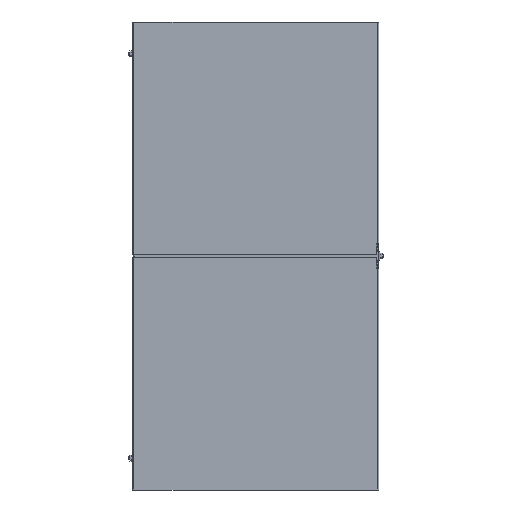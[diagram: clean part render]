
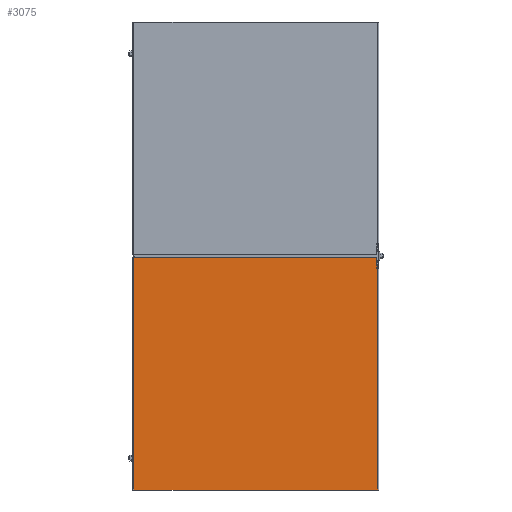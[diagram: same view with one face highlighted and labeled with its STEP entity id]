
A CAD part, front view. The second image highlights one B-rep face of the part: STEP entity #3075.
In plain terms, the highlighted planar face has unit normal (0, -1, 0).
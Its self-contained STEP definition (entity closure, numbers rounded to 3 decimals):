
#391 = DIRECTION ( 'NONE',  ( 0., 0., -1. ) ) ;
#962 = ORIENTED_EDGE ( 'NONE', *, *, #3970, .F. ) ;
#1022 = CARTESIAN_POINT ( 'NONE',  ( -250., 0., -2.5 ) ) ;
#1131 = CARTESIAN_POINT ( 'NONE',  ( 248.5, 0., -2.5 ) ) ;
#1171 = EDGE_CURVE ( 'NONE', #2097, #10007, #4081, .T. ) ;
#1327 = LINE ( 'NONE', #6485, #5208 ) ;
#1443 = ORIENTED_EDGE ( 'NONE', *, *, #5333, .T. ) ;
#1661 = CARTESIAN_POINT ( 'NONE',  ( 250., 0., -480. ) ) ;
#1669 = CARTESIAN_POINT ( 'NONE',  ( 248.5, 0., -25. ) ) ;
#1705 = LINE ( 'NONE', #2044, #4023 ) ;
#2044 = CARTESIAN_POINT ( 'NONE',  ( 248.5, 0., -25. ) ) ;
#2097 = VERTEX_POINT ( 'NONE', #1131 ) ;
#2648 = DIRECTION ( 'NONE',  ( -1., 0., 0. ) ) ;
#2775 = VERTEX_POINT ( 'NONE', #4270 ) ;
#3065 = EDGE_CURVE ( 'NONE', #2775, #6249, #5368, .T. ) ;
#3075 = ADVANCED_FACE ( 'NONE', ( #7201 ), #7104, .F. ) ;
#3224 = CARTESIAN_POINT ( 'NONE',  ( 250., 0., 480. ) ) ;
#3316 = EDGE_LOOP ( 'NONE', ( #6320, #1443, #8906, #9979, #8186, #962 ) ) ;
#3472 = VECTOR ( 'NONE', #391, 1000. ) ;
#3970 = EDGE_CURVE ( 'NONE', #10007, #6122, #1705, .T. ) ;
#4023 = VECTOR ( 'NONE', #7493, 1000. ) ;
#4081 = LINE ( 'NONE', #7211, #8000 ) ;
#4270 = CARTESIAN_POINT ( 'NONE',  ( -250., 0., -480. ) ) ;
#4388 = VERTEX_POINT ( 'NONE', #1022 ) ;
#4658 = LINE ( 'NONE', #9768, #8857 ) ;
#4783 = DIRECTION ( 'NONE',  ( 0., 0., 1. ) ) ;
#5048 = DIRECTION ( 'NONE',  ( 0., 0., -1. ) ) ;
#5208 = VECTOR ( 'NONE', #2648, 1000. ) ;
#5333 = EDGE_CURVE ( 'NONE', #2097, #4388, #1327, .T. ) ;
#5368 = LINE ( 'NONE', #1661, #9330 ) ;
#5444 = AXIS2_PLACEMENT_3D ( 'NONE', #3224, #9514, #4783 ) ;
#5531 = DIRECTION ( 'NONE',  ( 1., 0., 0. ) ) ;
#6122 = VERTEX_POINT ( 'NONE', #8181 ) ;
#6249 = VERTEX_POINT ( 'NONE', #9149 ) ;
#6320 = ORIENTED_EDGE ( 'NONE', *, *, #1171, .F. ) ;
#6485 = CARTESIAN_POINT ( 'NONE',  ( -220.5, 0., -2.5 ) ) ;
#6708 = EDGE_CURVE ( 'NONE', #6122, #6249, #9741, .T. ) ;
#7104 = PLANE ( 'NONE',  #5444 ) ;
#7201 = FACE_OUTER_BOUND ( 'NONE', #3316, .T. ) ;
#7211 = CARTESIAN_POINT ( 'NONE',  ( 248.5, 0., 25. ) ) ;
#7493 = DIRECTION ( 'NONE',  ( 1., 0., 0. ) ) ;
#8000 = VECTOR ( 'NONE', #8021, 1000. ) ;
#8021 = DIRECTION ( 'NONE',  ( 0., 0., -1. ) ) ;
#8181 = CARTESIAN_POINT ( 'NONE',  ( 250., 0., -25. ) ) ;
#8186 = ORIENTED_EDGE ( 'NONE', *, *, #6708, .F. ) ;
#8857 = VECTOR ( 'NONE', #5048, 1000. ) ;
#8906 = ORIENTED_EDGE ( 'NONE', *, *, #9568, .T. ) ;
#9149 = CARTESIAN_POINT ( 'NONE',  ( 250., 0., -480. ) ) ;
#9330 = VECTOR ( 'NONE', #5531, 1000. ) ;
#9514 = DIRECTION ( 'NONE',  ( 0., 1., 0. ) ) ;
#9568 = EDGE_CURVE ( 'NONE', #4388, #2775, #4658, .T. ) ;
#9741 = LINE ( 'NONE', #9760, #3472 ) ;
#9760 = CARTESIAN_POINT ( 'NONE',  ( 250., 0., 480. ) ) ;
#9768 = CARTESIAN_POINT ( 'NONE',  ( -250., 0., 480. ) ) ;
#9979 = ORIENTED_EDGE ( 'NONE', *, *, #3065, .T. ) ;
#10007 = VERTEX_POINT ( 'NONE', #1669 ) ;
